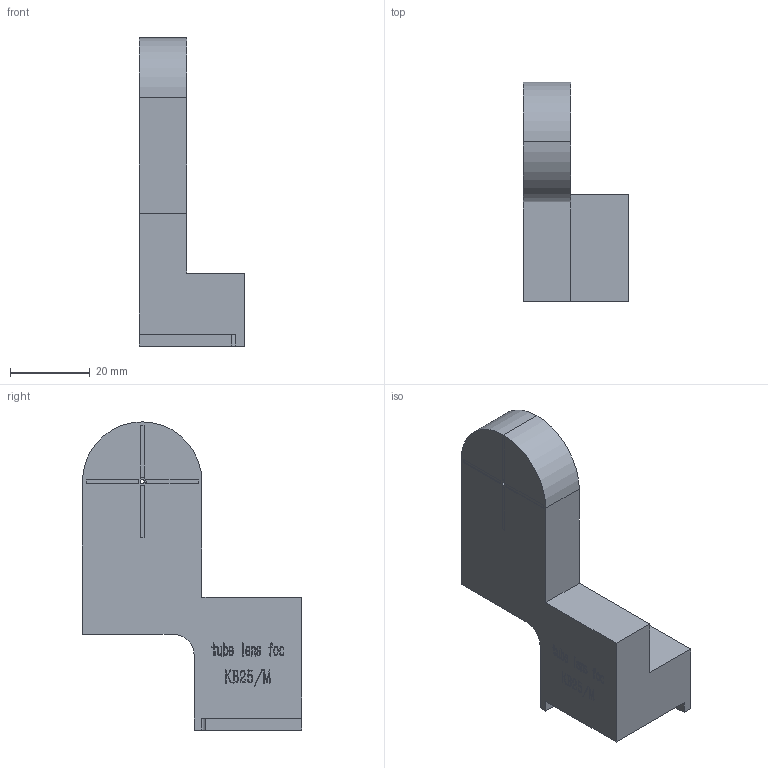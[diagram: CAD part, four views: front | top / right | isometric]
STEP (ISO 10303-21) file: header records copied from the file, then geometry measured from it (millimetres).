
FILE_DESCRIPTION (( 'STEP AP203' ), '1' );
FILE_NAME ('17_adp_TL_phfoc.STEP', '2021-11-03T13:09:15', ( '' ), ( '' ), 'SwSTEP 2.0', 'SolidWorks 2020', '' );
FILE_SCHEMA (( 'CONFIG_CONTROL_DESIGN' ));
Length unit declared in the file: millimetre
Products named in the file (1): 17_adp_TL_phfoc
Bounding box: 26.5 x 54.99 x 77.34 mm (x, y, z)
Volume: 28612.9 mm3; surface area: 10157.3 mm2
Topology: 1 solids, 1 shells, 414 faces, 1150 edges, 765 vertices
Faces by surface type: plane 234, bspline 163, cylinder 15, cone 2
Entity records: 20685 total; most frequent: CARTESIAN_POINT 11099, ORIENTED_EDGE 2296, DIRECTION 1356, EDGE_CURVE 1148, LINE 792, VECTOR 792, VERTEX_POINT 765, EDGE_LOOP 445
